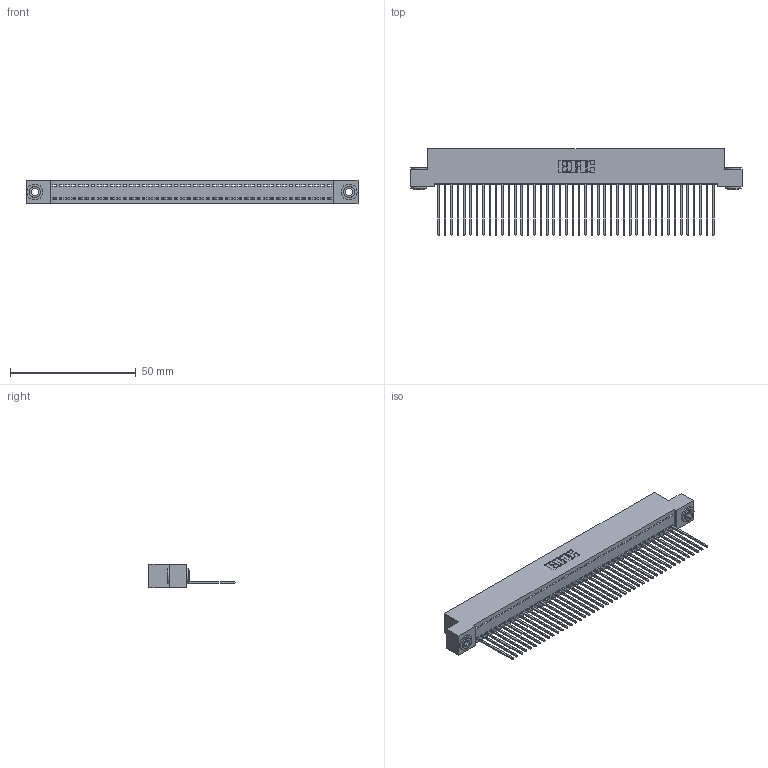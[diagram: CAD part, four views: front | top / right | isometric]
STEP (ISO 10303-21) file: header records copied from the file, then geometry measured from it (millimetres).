
FILE_DESCRIPTION (( 'STEP AP203' ), '1' );
FILE_NAME ('392-044-541-103.STEP', '2019-10-07T22:21:20', ( '' ), ( '' ), 'SwSTEP 2.0', 'SolidWorks 2016', '' );
FILE_SCHEMA (( 'CONFIG_CONTROL_DESIGN' ));
Length unit declared in the file: inch
Products named in the file (4): 392-044-541-103; 342 Part_.156 TH; 345-292-001_345-293-141; 342-250-002_345-250-002-102
Assembly tree (47 placements, depth 2):
  392-044-541-103
    342 Part_.156 TH
    345-292-001_345-293-141  x44
    342-250-002_345-250-002-102  x2
Bounding box: 132.08 x 34.3 x 9.4 mm (x, y, z)
Volume: 11756.2 mm3; surface area: 18352.5 mm2
Topology: 47 solids, 47 shells, 2700 faces, 8119 edges, 5350 vertices
Faces by surface type: plane 1924, cylinder 768, cone 8
Entity records: 27176 total; most frequent: CARTESIAN_POINT 4665, ORIENTED_EDGE 4638, DIRECTION 3965, EDGE_CURVE 2319, VECTOR 2167, LINE 2167, VERTEX_POINT 1542, AXIS2_PLACEMENT_3D 899
